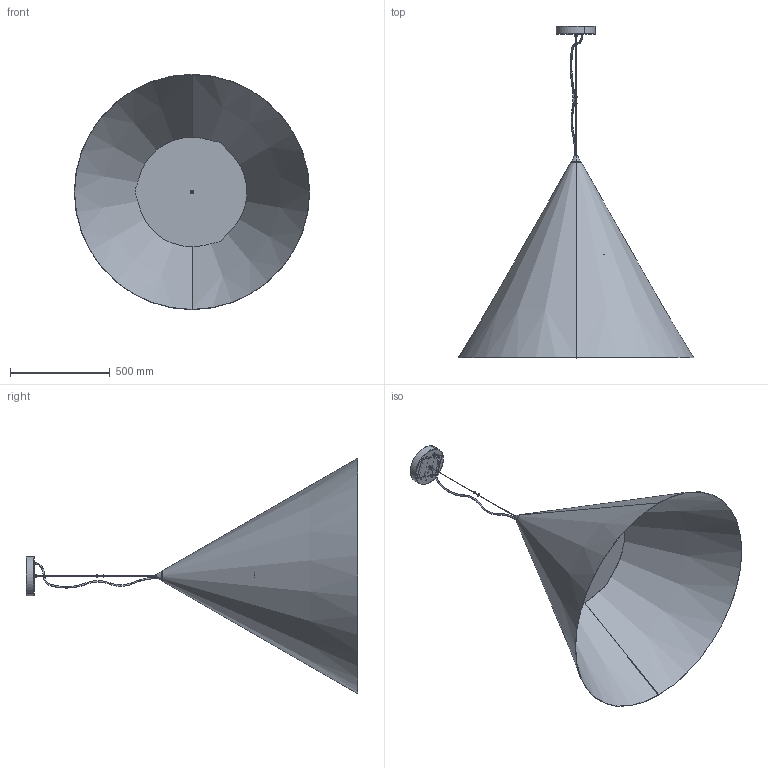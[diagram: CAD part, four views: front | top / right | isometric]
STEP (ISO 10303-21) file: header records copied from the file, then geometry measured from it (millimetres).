
FILE_DESCRIPTION (( 'STEP AP214' ), '1' );
FILE_NAME ('CONO_1000_SOSPENSIONE.STEP', '2020-08-12T09:17:21', ( '' ), ( '' ), 'SwSTEP 2.0', 'SolidWorks 2014', '' );
FILE_SCHEMA (( 'AUTOMOTIVE_DESIGN' ));
Length unit declared in the file: millimetre
Products named in the file (74): 008PM_010; 008PM_013; ROSONE_UNIFICATO; rondella dentellata d 13 int; 030PM_006; 030PM_004; Tige M10 x 1 x 15; viteTS_autof_2_9x6_5_zinc; GUIDOLUX__GHIERA_M10X1_M_49_10_11; GUIDOLUX_MORSETTO_SOSPENSIONI_M_65_09_10; dado basso M13X1; 008PM_015; Scatoletta_connessione_tripol_scatoletta3_guidolux; 008PM_016; vite tspei m3x10; dado M10_basso; bloccacavo_STEAB_5922; steab_NIPPLO_5016_3_7; Anello_or_sil_trasp_8x1_78; dado M3; BLOCCACAVO STEAB ART 5069-7; 030PM_003; 030PM_005; ASSIEME BLOCCACAVO BISCOTTO-1; Alvit_3024; 008PM_017; CAVALLOTTO_AVS_245_A_M13_M10; 030PM_002; 030PM_001; CONO_1000_SOSPENSIONE; 008PM_012
Assembly tree (45 placements, depth 3):
  008PM_013
  rondella dentellata d 13 int
  030PM_004
  viteTS_autof_2_9x6_5_zinc
  GUIDOLUX__GHIERA_M10X1_M_49_10_11
Bounding box: 1181 x 1664.79 x 1181 mm (x, y, z)
Volume: 4456368.9 mm3; surface area: 5176336.3 mm2
Topology: 44 solids, 56 shells, 2438 faces, 6129 edges, 3984 vertices
Faces by surface type: plane 1688, cylinder 458, torus 166, cone 108, sphere 14, bspline 4
Entity records: 57513 total; most frequent: CARTESIAN_POINT 12038, ORIENTED_EDGE 8984, DIRECTION 8706, EDGE_CURVE 4492, LINE 3316, VECTOR 3316, VERTEX_POINT 2935, AXIS2_PLACEMENT_3D 2695
